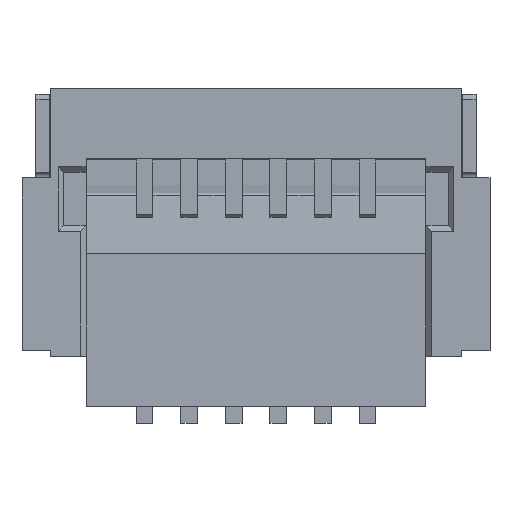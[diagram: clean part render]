
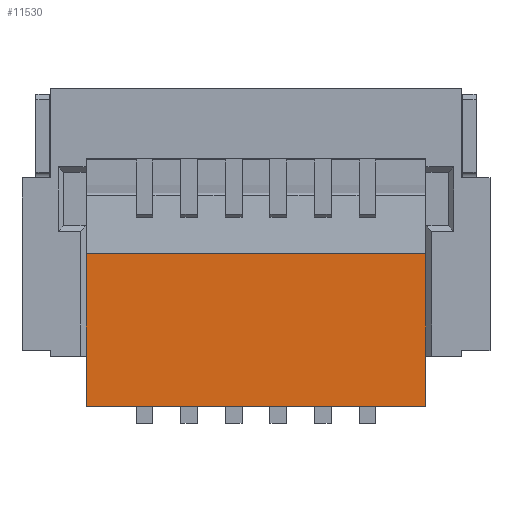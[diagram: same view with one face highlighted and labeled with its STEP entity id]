
A CAD part, top view. The second image highlights one B-rep face of the part: STEP entity #11530.
In plain terms, the highlighted face is planar.
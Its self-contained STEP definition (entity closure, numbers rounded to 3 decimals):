
#11010=CARTESIAN_POINT('',(10.,40.98,-6.78));
#11020=VERTEX_POINT('',#11010);
#11100=CARTESIAN_POINT('',(10.,40.98,-9.83));
#11110=VERTEX_POINT('',#11100);
#11140=CARTESIAN_POINT('',(10.,40.98,-9.83));
#11150=DIRECTION('',(0.,0.,1.));
#11160=VECTOR('',#11150,1.);
#11170=LINE('',#11140,#11160);
#11180=EDGE_CURVE('',#11110,#11020,#11170,.T.);
#11230=CARTESIAN_POINT('',(10.,40.98,-16.01));
#11240=DIRECTION('',(0.,1.,-0.));
#11250=DIRECTION('',(-1.,0.,0.));
#11260=AXIS2_PLACEMENT_3D('',#11230,#11240,#11250);
#11270=PLANE('',#11260);
#11280=CARTESIAN_POINT('',(11.37,40.98,-9.83));
#11290=DIRECTION('',(0.,0.,1.));
#11300=VECTOR('',#11290,1.);
#11310=LINE('',#11280,#11300);
#11320=CARTESIAN_POINT('',(11.37,40.98,-9.83));
#11330=VERTEX_POINT('',#11320);
#11340=CARTESIAN_POINT('',(11.37,40.98,-6.78));
#11350=VERTEX_POINT('',#11340);
#11360=EDGE_CURVE('',#11330,#11350,#11310,.T.);
#11370=ORIENTED_EDGE('',*,*,#11360,.F.);
#11380=CARTESIAN_POINT('',(11.37,40.98,-6.78));
#11390=DIRECTION('',(-1.,0.,0.));
#11400=VECTOR('',#11390,1.);
#11410=LINE('',#11380,#11400);
#11420=EDGE_CURVE('',#11350,#11020,#11410,.T.);
#11430=ORIENTED_EDGE('',*,*,#11420,.F.);
#11440=ORIENTED_EDGE('',*,*,#11180,.T.);
#11450=CARTESIAN_POINT('',(11.37,40.98,-9.83));
#11460=DIRECTION('',(-1.,0.,0.));
#11470=VECTOR('',#11460,1.);
#11480=LINE('',#11450,#11470);
#11490=EDGE_CURVE('',#11330,#11110,#11480,.T.);
#11500=ORIENTED_EDGE('',*,*,#11490,.T.);
#11510=EDGE_LOOP('',(#11500,#11440,#11430,#11370));
#11520=FACE_OUTER_BOUND('',#11510,.T.);
#11530=ADVANCED_FACE('',(#11520),#11270,.T.);
